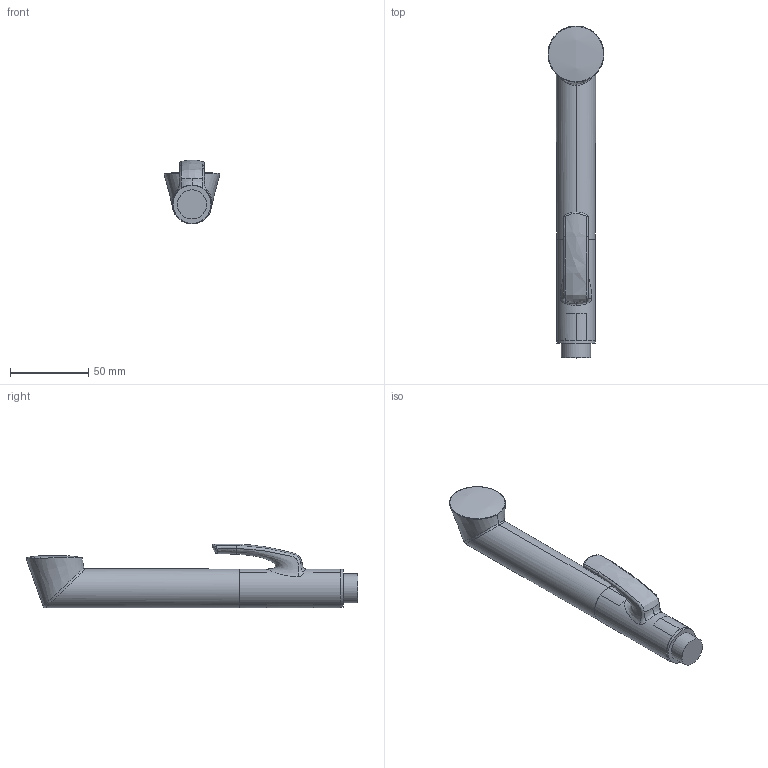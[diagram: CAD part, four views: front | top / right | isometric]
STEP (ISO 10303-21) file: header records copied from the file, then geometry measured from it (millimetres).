
FILE_DESCRIPTION (( 'STEP AP203' ), '1' );
FILE_NAME ('272050+59914162.STEP', '2017-03-09T05:48:03', ( '' ), ( '' ), 'SwSTEP 2.0', 'SolidWorks 2016', '' );
FILE_SCHEMA (( 'CONFIG_CONTROL_DESIGN' ));
Length unit declared in the file: millimetre
Products named in the file (1): 272050+59914162
Bounding box: 35.76 x 212.35 x 40.89 mm (x, y, z)
Volume: 112908.4 mm3; surface area: 20182.3 mm2
Topology: 1 solids, 1 shells, 38 faces, 136 edges, 103 vertices
Faces by surface type: bspline 29, plane 4, cylinder 3, sphere 1, torus 1
Full cylindrical faces by diameter (mm): 18.631 x1, 24.4 x1, 24.8 x1
Entity records: 17730 total; most frequent: CARTESIAN_POINT 16772, ORIENTED_EDGE 262, EDGE_CURVE 131, VERTEX_POINT 102, B_SPLINE_CURVE_WITH_KNOTS 100, DIRECTION 65, EDGE_LOOP 45, FACE_OUTER_BOUND 41
